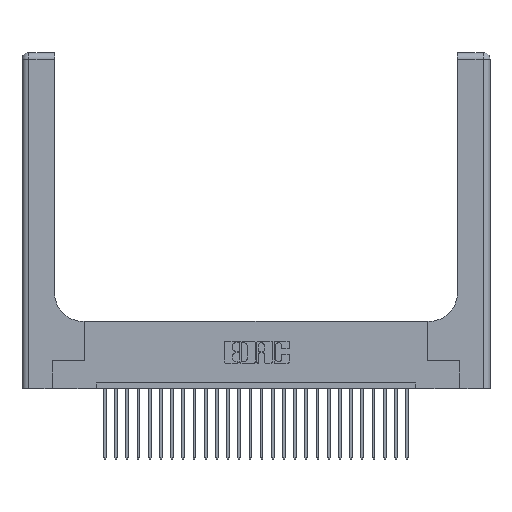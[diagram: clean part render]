
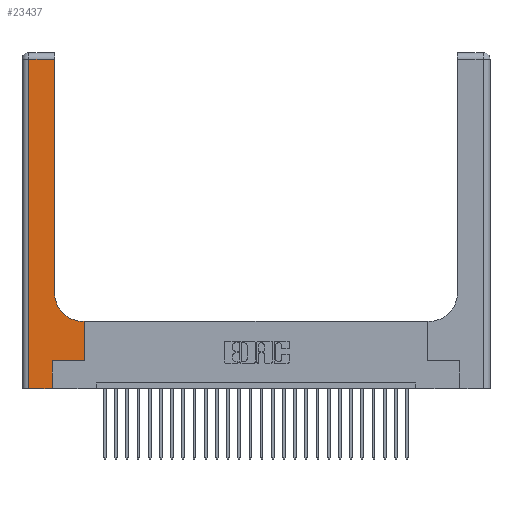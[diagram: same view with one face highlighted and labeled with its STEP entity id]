
A CAD part, top view. The second image highlights one B-rep face of the part: STEP entity #23437.
In plain terms, the highlighted planar face has unit normal (0, 0, 1).
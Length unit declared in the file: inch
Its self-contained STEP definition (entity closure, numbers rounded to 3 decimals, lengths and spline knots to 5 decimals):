
#445 = EDGE_CURVE ( 'NONE', #13776, #5773, #3423, .T. ) ;
#903 = CARTESIAN_POINT ( 'NONE',  ( 0., 0., 0.37 ) ) ;
#1975 = ORIENTED_EDGE ( 'NONE', *, *, #21284, .T. ) ;
#2065 = CARTESIAN_POINT ( 'NONE',  ( 0.2915, 0.6, 0.37 ) ) ;
#2489 = CARTESIAN_POINT ( 'NONE',  ( 0.269, 0., 0.37 ) ) ;
#2590 = LINE ( 'NONE', #7195, #27046 ) ;
#3077 = DIRECTION ( 'NONE',  ( 0., -1., 0. ) ) ;
#3112 = AXIS2_PLACEMENT_3D ( 'NONE', #5634, #10322, #12486 ) ;
#3125 = ORIENTED_EDGE ( 'NONE', *, *, #27945, .T. ) ;
#3423 = LINE ( 'NONE', #903, #25878 ) ;
#4371 = VERTEX_POINT ( 'NONE', #5164 ) ;
#5164 = CARTESIAN_POINT ( 'NONE',  ( 0.5415, 0.6, 0.37 ) ) ;
#5554 = VECTOR ( 'NONE', #8365, 39.37008 ) ;
#5634 = CARTESIAN_POINT ( 'NONE',  ( 0.5415, 0.85, 0.37 ) ) ;
#5727 = CARTESIAN_POINT ( 'NONE',  ( 0., 3., 0.37 ) ) ;
#5773 = VERTEX_POINT ( 'NONE', #14031 ) ;
#6119 = VECTOR ( 'NONE', #21449, 39.37008 ) ;
#6314 = CARTESIAN_POINT ( 'NONE',  ( 0., 2.94, 0.37 ) ) ;
#6645 = EDGE_CURVE ( 'NONE', #21788, #17826, #20661, .T. ) ;
#7195 = CARTESIAN_POINT ( 'NONE',  ( 0.269, 0.25, 0.37 ) ) ;
#7626 = CARTESIAN_POINT ( 'NONE',  ( 0.269, 0.25, 0.37 ) ) ;
#7999 = CARTESIAN_POINT ( 'NONE',  ( 0.5585, 0.25, 0.37 ) ) ;
#8365 = DIRECTION ( 'NONE',  ( -1., 0., 0. ) ) ;
#8741 = AXIS2_PLACEMENT_3D ( 'NONE', #5727, #25109, #25793 ) ;
#9167 = FACE_OUTER_BOUND ( 'NONE', #13626, .T. ) ;
#9285 = ORIENTED_EDGE ( 'NONE', *, *, #18517, .T. ) ;
#9384 = LINE ( 'NONE', #2489, #12761 ) ;
#10322 = DIRECTION ( 'NONE',  ( 0., 0., -1. ) ) ;
#10953 = DIRECTION ( 'NONE',  ( 0., 1., 0. ) ) ;
#11626 = VERTEX_POINT ( 'NONE', #27295 ) ;
#12156 = VECTOR ( 'NONE', #10953, 39.37008 ) ;
#12166 = LINE ( 'NONE', #26786, #23039 ) ;
#12486 = DIRECTION ( 'NONE',  ( 1., 0., 0. ) ) ;
#12761 = VECTOR ( 'NONE', #19987, 39.37008 ) ;
#13236 = LINE ( 'NONE', #6314, #6119 ) ;
#13626 = EDGE_LOOP ( 'NONE', ( #23218, #17981, #23685, #27742, #19155, #9285, #15140, #1975, #3125 ) ) ;
#13765 = LINE ( 'NONE', #16114, #21288 ) ;
#13776 = VERTEX_POINT ( 'NONE', #19506 ) ;
#14031 = CARTESIAN_POINT ( 'NONE',  ( 0.269, 0., 0.37 ) ) ;
#14587 = CARTESIAN_POINT ( 'NONE',  ( 0.5585, 0.25, 0.37 ) ) ;
#14711 = CARTESIAN_POINT ( 'NONE',  ( 0.5585, 0.6, 0.37 ) ) ;
#15140 = ORIENTED_EDGE ( 'NONE', *, *, #6645, .T. ) ;
#16114 = CARTESIAN_POINT ( 'NONE',  ( 0.06, 3., 0.37 ) ) ;
#17826 = VERTEX_POINT ( 'NONE', #14711 ) ;
#17981 = ORIENTED_EDGE ( 'NONE', *, *, #23237, .T. ) ;
#18122 = EDGE_CURVE ( 'NONE', #18937, #19668, #12166, .T. ) ;
#18517 = EDGE_CURVE ( 'NONE', #19134, #21788, #2590, .T. ) ;
#18937 = VERTEX_POINT ( 'NONE', #25980 ) ;
#19043 = EDGE_CURVE ( 'NONE', #5773, #19134, #9384, .T. ) ;
#19134 = VERTEX_POINT ( 'NONE', #7626 ) ;
#19155 = ORIENTED_EDGE ( 'NONE', *, *, #19043, .T. ) ;
#19381 = CIRCLE ( 'NONE', #3112, 0.25 ) ;
#19506 = CARTESIAN_POINT ( 'NONE',  ( 0.06, 0., 0.37 ) ) ;
#19668 = VERTEX_POINT ( 'NONE', #25215 ) ;
#19987 = DIRECTION ( 'NONE',  ( 0., 1., 0. ) ) ;
#20400 = DIRECTION ( 'NONE',  ( 1., 0., 0. ) ) ;
#20661 = LINE ( 'NONE', #14587, #12156 ) ;
#20846 = PLANE ( 'NONE',  #8741 ) ;
#21284 = EDGE_CURVE ( 'NONE', #17826, #4371, #21567, .T. ) ;
#21288 = VECTOR ( 'NONE', #3077, 39.37008 ) ;
#21449 = DIRECTION ( 'NONE',  ( -1., 0., 0. ) ) ;
#21567 = LINE ( 'NONE', #2065, #5554 ) ;
#21788 = VERTEX_POINT ( 'NONE', #7999 ) ;
#22516 = DIRECTION ( 'NONE',  ( 0., 1., 0. ) ) ;
#23039 = VECTOR ( 'NONE', #22516, 39.37008 ) ;
#23218 = ORIENTED_EDGE ( 'NONE', *, *, #18122, .T. ) ;
#23237 = EDGE_CURVE ( 'NONE', #19668, #11626, #13236, .T. ) ;
#23437 = ADVANCED_FACE ( 'NONE', ( #9167 ), #20846, .F. ) ;
#23685 = ORIENTED_EDGE ( 'NONE', *, *, #26514, .T. ) ;
#25109 = DIRECTION ( 'NONE',  ( 0., 0., -1. ) ) ;
#25215 = CARTESIAN_POINT ( 'NONE',  ( 0.2915, 2.94, 0.37 ) ) ;
#25793 = DIRECTION ( 'NONE',  ( -1., 0., 0. ) ) ;
#25878 = VECTOR ( 'NONE', #27225, 39.37008 ) ;
#25980 = CARTESIAN_POINT ( 'NONE',  ( 0.2915, 0.85, 0.37 ) ) ;
#26514 = EDGE_CURVE ( 'NONE', #11626, #13776, #13765, .T. ) ;
#26786 = CARTESIAN_POINT ( 'NONE',  ( 0.2915, 3., 0.37 ) ) ;
#27046 = VECTOR ( 'NONE', #20400, 39.37008 ) ;
#27225 = DIRECTION ( 'NONE',  ( 1., 0., 0. ) ) ;
#27295 = CARTESIAN_POINT ( 'NONE',  ( 0.06, 2.94, 0.37 ) ) ;
#27742 = ORIENTED_EDGE ( 'NONE', *, *, #445, .T. ) ;
#27945 = EDGE_CURVE ( 'NONE', #4371, #18937, #19381, .T. ) ;
